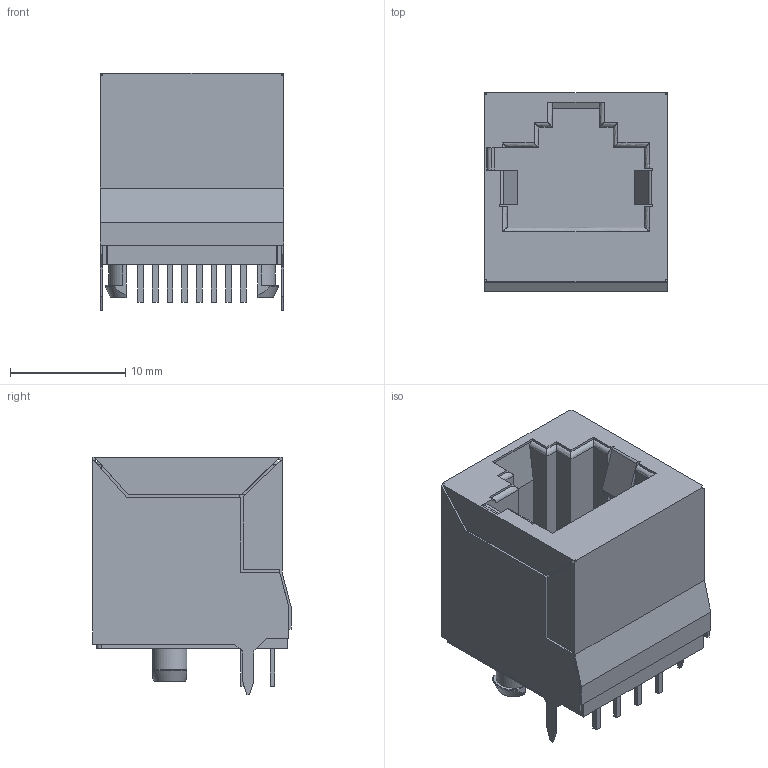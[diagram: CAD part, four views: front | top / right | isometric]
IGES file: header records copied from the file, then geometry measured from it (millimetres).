
Start section: SolidWorks IGES file using analytic representation for surfaces
Global section: file name: GDCX-PNS-88K_A.IGS; native system: SolidWorks 2020; preprocessor: SolidWorks 2020; author: Ckelleher; date: 240515.131339; units: millimetre
Bounding box: 15.86 x 17.16 x 20.59 mm (x, y, z)
Surface area: 3522.3 mm2 (no closed solid volume)
Topology: 0 solids, 0 shells, 246 faces, 1635 edges, 1630 vertices
Faces by surface type: bspline 205, revolution 41
